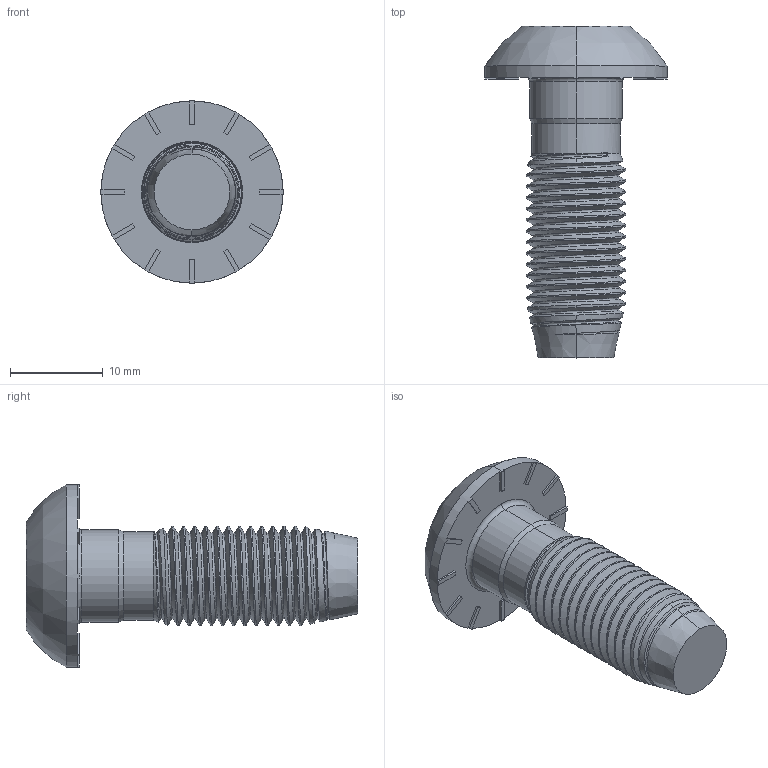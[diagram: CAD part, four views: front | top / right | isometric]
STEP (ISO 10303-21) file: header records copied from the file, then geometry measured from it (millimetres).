
FILE_DESCRIPTION(('FreeCAD Model'),'2;1');
FILE_NAME('Open CASCADE Shape Model','2024-03-19T16:56:44',(''),(''), 'Open CASCADE STEP processor 7.6','FreeCAD','Unknown');
FILE_SCHEMA(('AUTOMOTIVE_DESIGN { 1 0 10303 214 1 1 1 1 }'));
Length unit declared in the file: millimetre
Products named in the file (1): STB10-V1230AT
Bounding box: 19.6 x 35.7 x 19.6 mm (x, y, z)
Volume: 3362.9 mm3; surface area: 2154.9 mm2
Topology: 1 solids, 1 shells, 137 faces, 385 edges, 252 vertices
Faces by surface type: cylinder 59, plane 53, cone 18, bspline 3, revolution 2, torus 2
Entity records: 19111 total; most frequent: CARTESIAN_POINT 12110, DIRECTION 1126, ORIENTED_EDGE 770, PCURVE 770, DEFINITIONAL_REPRESENTATION 770, LINE 676, VECTOR 676, EDGE_CURVE 385
